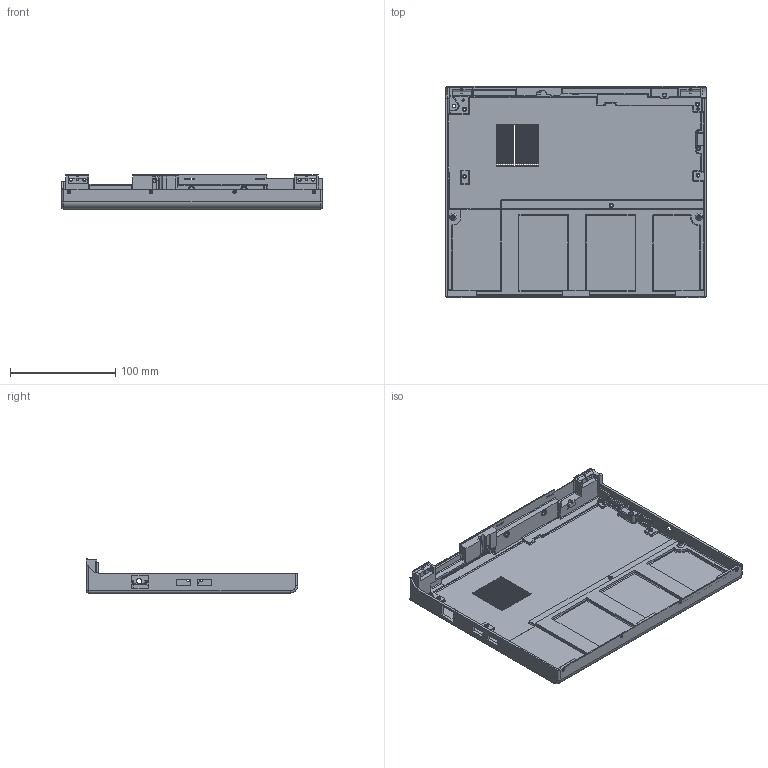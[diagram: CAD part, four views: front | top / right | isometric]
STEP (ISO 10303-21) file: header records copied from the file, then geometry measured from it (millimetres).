
FILE_DESCRIPTION(/* description */ (''),/* implementation_level */ '2;1');
FILE_NAME(/* name */ 'Bottom Case.step',/* time_stamp */ '2024-02-28T01:12:08-08:00',/* author */ (''),/* organization */ (''),/* preprocessor_version */ 'ST-DEVELOPER v20',/* originating_system */ 'Autodesk Translation Framework v12.20.1.177',/* authorisation */ '');
FILE_SCHEMA (('AUTOMOTIVE_DESIGN { 1 0 10303 214 3 1 1 }'));
Products named in the file (1): framework
Bounding box: 248 x 201 x 32.5 mm (x, y, z)
Volume: 203402.4 mm3; surface area: 142789.6 mm2
Topology: 1 solids, 1 shells, 2059 faces, 4879 edges, 2837 vertices
Faces by surface type: cylinder 930, plane 606, torus 459, sphere 49, cone 14, bspline 1
Full cylindrical faces by diameter (mm): 1 x2, 1.5 x4, 2 x2, 2.2 x10, 2.5 x6, 3 x4, 3.175 x14, 3.2 x5, 3.5 x2, 3.7 x1, 4 x4, 4.1 x2, 4.175 x12, 5 x5, 5.5 x1, 6 x2, 6.2 x1, 6.5 x1
Entity records: 59421 total; most frequent: DIRECTION 11417, CARTESIAN_POINT 10088, ORIENTED_EDGE 9758, EDGE_CURVE 4879, AXIS2_PLACEMENT_3D 4509, VERTEX_POINT 2837, CIRCLE 2409, LINE 2399
